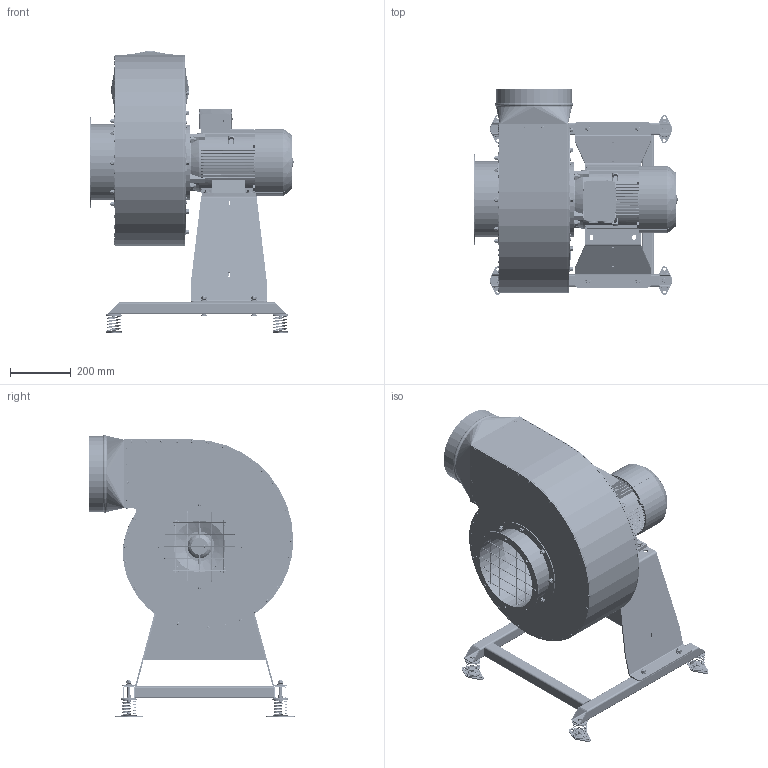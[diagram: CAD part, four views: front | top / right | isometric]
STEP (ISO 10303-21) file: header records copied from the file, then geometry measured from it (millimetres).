
FILE_DESCRIPTION(/* description */ ('801W11 WPAN-11-S'),/* implementation_level */ '2;1');
FILE_NAME(/* name */ '801W11 WPAN-11-S.stp',/* time_stamp */ '2022-05-10T09:32:06+02:00',/* author */ ('a.korpacki'),/* organization */ ('KLIMAWENT S.A.'),/* preprocessor_version */ 'ST-DEVELOPER v18.1',/* originating_system */ 'Autodesk Inventor 2021',/* authorisation */ '');
FILE_SCHEMA (('AUTOMOTIVE_DESIGN { 1 0 10303 214 3 1 1 }'));
Length unit declared in the file: millimetre
Products named in the file (1): ~~
Bounding box: 671.5 x 677.11 x 930.62 mm (x, y, z)
Volume: 18569000.4 mm3; surface area: 4371795.4 mm2
Topology: 25 solids, 27 shells, 6964 faces, 17664 edges, 11462 vertices
Faces by surface type: plane 3786, cylinder 1419, bspline 1141, torus 354, cone 264
Full cylindrical faces by diameter (mm): 3 x28, 4 x92, 4.1 x1, 4.2 x86, 4.4 x8, 5 x8, 5.3 x8, 7.5 x1, 8 x126, 8.5 x8, 8.8 x2, 9 x24, 9.5 x8, 10 x12, 10.5 x4, 10.9 x2, 11 x8, 11.1 x6, 11.63 x12, 12 x16, 13 x12, 14 x4, 14.5 x4, 14.63 x4, 16.63 x8, 20 x4, 24 x8, 28 x1, 30 x1, 32 x1
Entity records: 238304 total; most frequent: CARTESIAN_POINT 68024, ORIENTED_EDGE 35330, DIRECTION 31201, EDGE_CURVE 17667, VERTEX_POINT 11462, AXIS2_PLACEMENT_3D 10745, LINE 9711, VECTOR 9711
